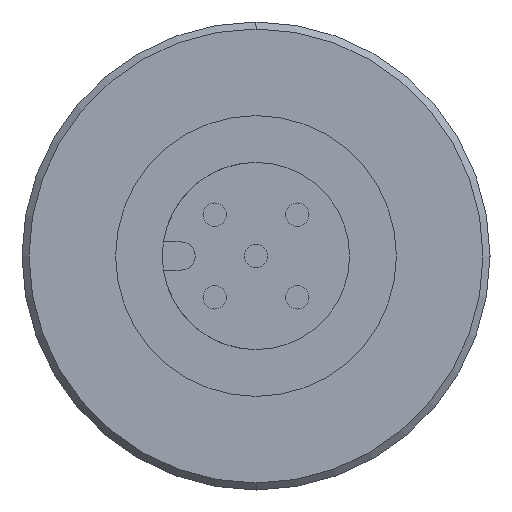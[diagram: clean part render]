
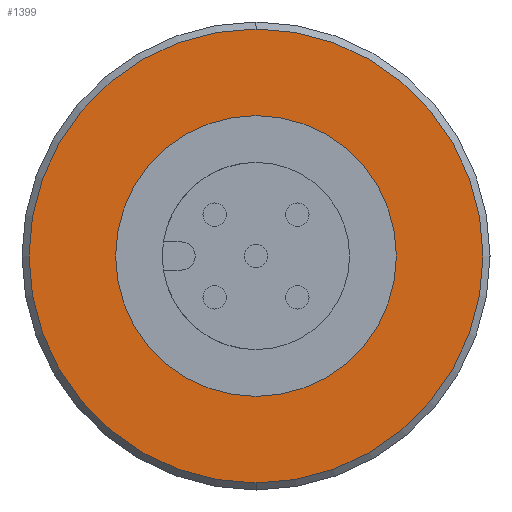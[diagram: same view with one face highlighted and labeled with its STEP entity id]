
A CAD part, front view. The second image highlights one B-rep face of the part: STEP entity #1399.
In plain terms, the highlighted planar face has unit normal (0, -1, 0).
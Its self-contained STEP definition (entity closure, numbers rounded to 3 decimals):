
#425=CARTESIAN_POINT('',(0.0,-31.4,6.));
#426=VERTEX_POINT('',#425);
#435=CARTESIAN_POINT('',(0.,-31.4,-6.));
#436=VERTEX_POINT('',#435);
#437=CARTESIAN_POINT('',(0.0,-31.4,0.0));
#438=DIRECTION('',(0.0,1.0,0.0));
#439=DIRECTION('',(0.0,0.0,1.0));
#440=AXIS2_PLACEMENT_3D('',#437,#438,#439);
#441=CIRCLE('',#440,6.);
#442=EDGE_CURVE('',#436,#426,#441,.T.);
#867=CARTESIAN_POINT('',(0.,-31.4,-9.7));
#868=VERTEX_POINT('',#867);
#877=CARTESIAN_POINT('',(0.,-31.4,9.7));
#878=VERTEX_POINT('',#877);
#879=CARTESIAN_POINT('',(0.0,-31.4,0.0));
#880=DIRECTION('',(0.0,1.0,0.0));
#881=DIRECTION('',(0.0,0.0,-1.0));
#882=AXIS2_PLACEMENT_3D('',#879,#880,#881);
#883=CIRCLE('',#882,9.7);
#884=EDGE_CURVE('',#868,#878,#883,.T.);
#1370=CARTESIAN_POINT('',(0.0,-31.4,0.0));
#1371=DIRECTION('',(0.0,1.0,0.0));
#1372=DIRECTION('',(0.0,0.0,-1.0));
#1373=AXIS2_PLACEMENT_3D('',#1370,#1371,#1372);
#1374=CIRCLE('',#1373,9.7);
#1375=EDGE_CURVE('',#878,#868,#1374,.T.);
#1380=CARTESIAN_POINT('',(0.0,-31.4,8.0));
#1381=DIRECTION('',(0.0,-1.0,0.0));
#1382=DIRECTION('',(0.0,0.0,-1.0));
#1383=AXIS2_PLACEMENT_3D('',#1380,#1381,#1382);
#1384=PLANE('',#1383);
#1385=ORIENTED_EDGE('',*,*,#1375,.F.);
#1386=ORIENTED_EDGE('',*,*,#884,.F.);
#1387=EDGE_LOOP('',(#1385,#1386));
#1388=FACE_OUTER_BOUND('',#1387,.T.);
#1389=CARTESIAN_POINT('',(0.0,-31.4,0.0));
#1390=DIRECTION('',(0.0,1.0,0.0));
#1391=DIRECTION('',(0.0,0.0,1.0));
#1392=AXIS2_PLACEMENT_3D('',#1389,#1390,#1391);
#1393=CIRCLE('',#1392,6.);
#1394=EDGE_CURVE('',#426,#436,#1393,.T.);
#1395=ORIENTED_EDGE('',*,*,#1394,.T.);
#1396=ORIENTED_EDGE('',*,*,#442,.T.);
#1397=EDGE_LOOP('',(#1395,#1396));
#1398=FACE_BOUND('',#1397,.T.);
#1399=ADVANCED_FACE('',(#1388,#1398),#1384,.T.);
